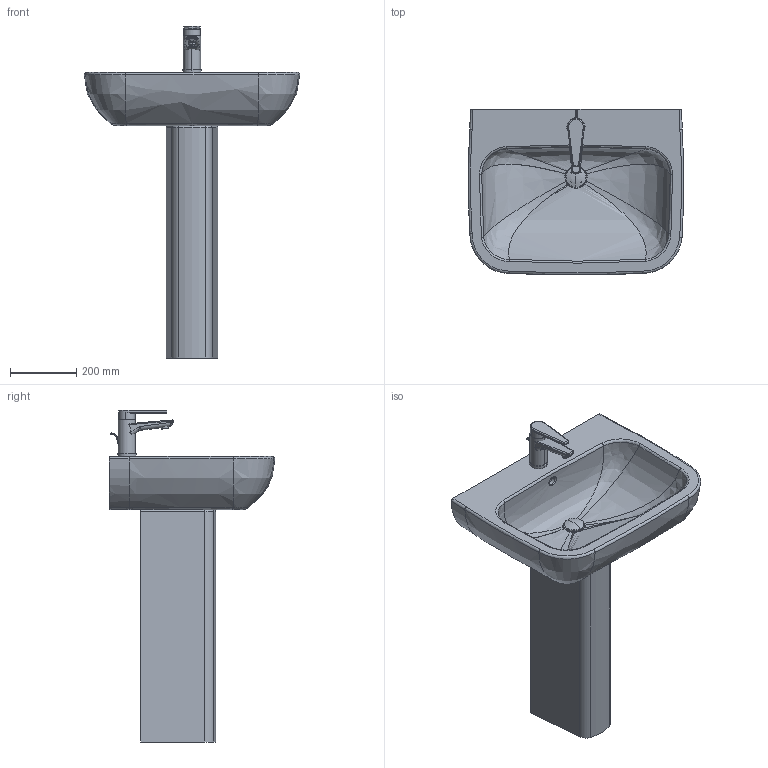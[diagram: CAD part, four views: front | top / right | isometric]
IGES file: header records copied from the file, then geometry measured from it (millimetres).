
Global section: file name: No Iges File Name specified; native system: AutoDesk Inventor R11.0; preprocessor: AutoDesk Inventor Iges Exporter R11.0; author: No Author specified; organization: No Organization specified; date: 20071024.202608; units: millimetre
Bounding box: 648.95 x 499.44 x 1000 mm (x, y, z)
Volume: 26153587.2 mm3; surface area: 2001563.1 mm2
Topology: 9 solids, 9 shells, 250 faces, 619 edges, 370 vertices
Faces by surface type: bspline 64, cylinder 59, plane 54, revolution 34, torus 25, sphere 8, cone 6
